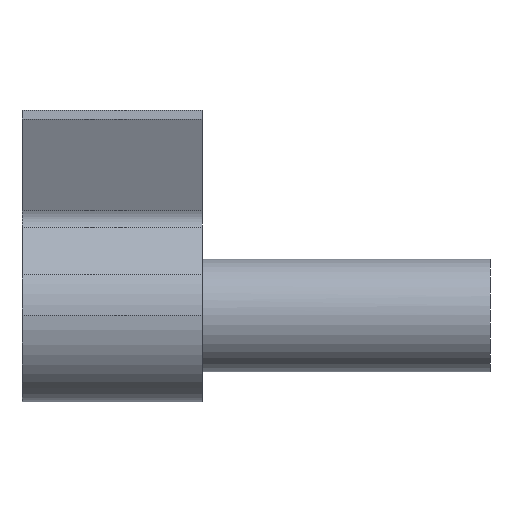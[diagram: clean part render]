
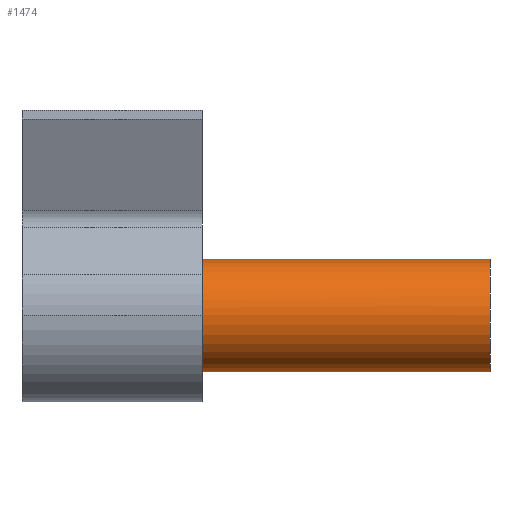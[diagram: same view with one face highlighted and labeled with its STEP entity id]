
A CAD part, left-side view. The second image highlights one B-rep face of the part: STEP entity #1474.
In plain terms, the highlighted cylindrical face has radius 7.8 mm (diameter 15.6 mm), a partial arc.
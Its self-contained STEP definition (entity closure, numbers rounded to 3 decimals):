
#172 = EDGE_CURVE ( 'NONE', #10710, #9453, #4172, .T. ) ;
#209 = ORIENTED_EDGE ( 'NONE', *, *, #12017, .F. ) ;
#225 = VERTEX_POINT ( 'NONE', #8397 ) ;
#248 = CIRCLE ( 'NONE', #9630, 7.8 ) ;
#575 = AXIS2_PLACEMENT_3D ( 'NONE', #7146, #13776, #7040 ) ;
#607 = VECTOR ( 'NONE', #5102, 1000. ) ;
#641 = CARTESIAN_POINT ( 'NONE',  ( 0., -65., 7.8 ) ) ;
#790 = EDGE_CURVE ( 'NONE', #8863, #8389, #10324, .T. ) ;
#1130 = LINE ( 'NONE', #2847, #607 ) ;
#1131 = DIRECTION ( 'NONE',  ( 0., 0., 1. ) ) ;
#1474 = ADVANCED_FACE ( 'NONE', ( #2472 ), #2653, .T. ) ;
#1515 = VECTOR ( 'NONE', #3356, 1000. ) ;
#1870 = CIRCLE ( 'NONE', #13901, 7.8 ) ;
#2472 = FACE_OUTER_BOUND ( 'NONE', #12199, .T. ) ;
#2511 = CARTESIAN_POINT ( 'NONE',  ( 0., 0., 0. ) ) ;
#2557 = VERTEX_POINT ( 'NONE', #12860 ) ;
#2588 = CIRCLE ( 'NONE', #575, 7.8 ) ;
#2607 = AXIS2_PLACEMENT_3D ( 'NONE', #2511, #7019, #13858 ) ;
#2653 = CYLINDRICAL_SURFACE ( 'NONE', #14141, 7.8 ) ;
#2660 = VERTEX_POINT ( 'NONE', #8764 ) ;
#2826 = CARTESIAN_POINT ( 'NONE',  ( -7.8, -25., 0. ) ) ;
#2847 = CARTESIAN_POINT ( 'NONE',  ( 0., -65., -7.8 ) ) ;
#3129 = VECTOR ( 'NONE', #6894, 1000. ) ;
#3356 = DIRECTION ( 'NONE',  ( 0., 1., 0. ) ) ;
#3957 = CARTESIAN_POINT ( 'NONE',  ( -7.8, 0., 0. ) ) ;
#4075 = ORIENTED_EDGE ( 'NONE', *, *, #5426, .T. ) ;
#4172 = LINE ( 'NONE', #13642, #3129 ) ;
#4546 = CIRCLE ( 'NONE', #2607, 7.8 ) ;
#5102 = DIRECTION ( 'NONE',  ( 0., 1., 0. ) ) ;
#5426 = EDGE_CURVE ( 'NONE', #2660, #8863, #2588, .T. ) ;
#5815 = CARTESIAN_POINT ( 'NONE',  ( -6.65, 0., 4.076 ) ) ;
#6091 = CARTESIAN_POINT ( 'NONE',  ( 0., -65., 0. ) ) ;
#6425 = EDGE_CURVE ( 'NONE', #225, #10710, #1870, .T. ) ;
#6894 = DIRECTION ( 'NONE',  ( 0., 1., 0. ) ) ;
#7019 = DIRECTION ( 'NONE',  ( 0., 1., 0. ) ) ;
#7040 = DIRECTION ( 'NONE',  ( 0., 0., 1. ) ) ;
#7107 = DIRECTION ( 'NONE',  ( 0., 1., 0. ) ) ;
#7146 = CARTESIAN_POINT ( 'NONE',  ( 0., -25., 0. ) ) ;
#7903 = EDGE_CURVE ( 'NONE', #2557, #8389, #4546, .T. ) ;
#7974 = ORIENTED_EDGE ( 'NONE', *, *, #6425, .T. ) ;
#8206 = CARTESIAN_POINT ( 'NONE',  ( 0., -65., 0. ) ) ;
#8210 = ORIENTED_EDGE ( 'NONE', *, *, #7903, .F. ) ;
#8389 = VERTEX_POINT ( 'NONE', #3957 ) ;
#8397 = CARTESIAN_POINT ( 'NONE',  ( 0., -65., -7.8 ) ) ;
#8764 = CARTESIAN_POINT ( 'NONE',  ( -6.65, -25., 4.076 ) ) ;
#8863 = VERTEX_POINT ( 'NONE', #2826 ) ;
#8922 = VECTOR ( 'NONE', #11357, 1000. ) ;
#9412 = DIRECTION ( 'NONE',  ( 0., 1., 0. ) ) ;
#9453 = VERTEX_POINT ( 'NONE', #11206 ) ;
#9630 = AXIS2_PLACEMENT_3D ( 'NONE', #10542, #9412, #14020 ) ;
#10097 = DIRECTION ( 'NONE',  ( 0., 1., 0. ) ) ;
#10324 = LINE ( 'NONE', #11246, #1515 ) ;
#10461 = VERTEX_POINT ( 'NONE', #5815 ) ;
#10518 = DIRECTION ( 'NONE',  ( 0., 0., 1. ) ) ;
#10542 = CARTESIAN_POINT ( 'NONE',  ( 0., 0., 0. ) ) ;
#10710 = VERTEX_POINT ( 'NONE', #641 ) ;
#10837 = ORIENTED_EDGE ( 'NONE', *, *, #172, .T. ) ;
#11206 = CARTESIAN_POINT ( 'NONE',  ( 0., 0., 7.8 ) ) ;
#11246 = CARTESIAN_POINT ( 'NONE',  ( -7.8, -25., 0. ) ) ;
#11311 = ORIENTED_EDGE ( 'NONE', *, *, #11967, .F. ) ;
#11357 = DIRECTION ( 'NONE',  ( 0., 1., 0. ) ) ;
#11475 = ORIENTED_EDGE ( 'NONE', *, *, #12454, .F. ) ;
#11880 = ORIENTED_EDGE ( 'NONE', *, *, #790, .T. ) ;
#11967 = EDGE_CURVE ( 'NONE', #2660, #10461, #14532, .T. ) ;
#12017 = EDGE_CURVE ( 'NONE', #225, #2557, #1130, .T. ) ;
#12199 = EDGE_LOOP ( 'NONE', ( #209, #7974, #10837, #11475, #11311, #4075, #11880, #8210 ) ) ;
#12376 = CARTESIAN_POINT ( 'NONE',  ( -6.65, -25., 4.076 ) ) ;
#12454 = EDGE_CURVE ( 'NONE', #10461, #9453, #248, .T. ) ;
#12860 = CARTESIAN_POINT ( 'NONE',  ( 0., 0., -7.8 ) ) ;
#13642 = CARTESIAN_POINT ( 'NONE',  ( 0., -65., 7.8 ) ) ;
#13776 = DIRECTION ( 'NONE',  ( 0., -1., 0. ) ) ;
#13858 = DIRECTION ( 'NONE',  ( 0., 0., 1. ) ) ;
#13901 = AXIS2_PLACEMENT_3D ( 'NONE', #8206, #7107, #10518 ) ;
#14020 = DIRECTION ( 'NONE',  ( 0., 0., 1. ) ) ;
#14141 = AXIS2_PLACEMENT_3D ( 'NONE', #6091, #10097, #1131 ) ;
#14532 = LINE ( 'NONE', #12376, #8922 ) ;
